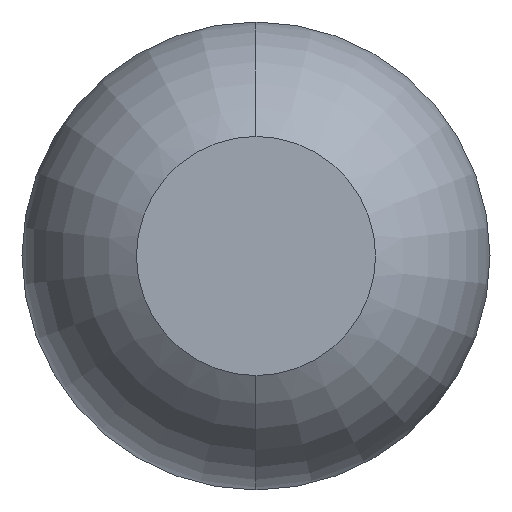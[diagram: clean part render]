
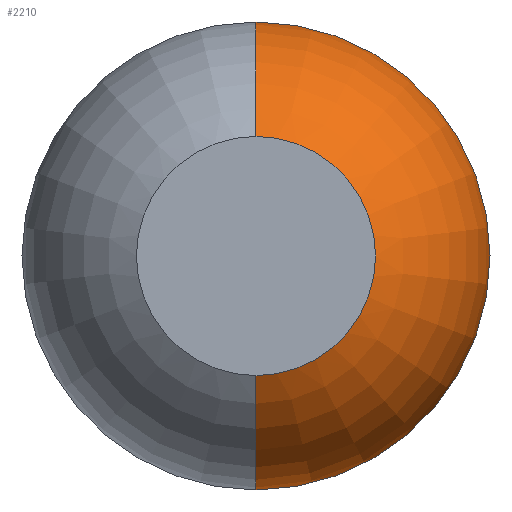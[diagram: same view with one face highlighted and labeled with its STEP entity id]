
A CAD part, front view. The second image highlights one B-rep face of the part: STEP entity #2210.
In plain terms, the highlighted toroidal (fillet/blend) face has major radius 0.035 mm and minor radius 0.65 mm.
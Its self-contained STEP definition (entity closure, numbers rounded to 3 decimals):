
#82 = TOROIDAL_SURFACE ( 'NONE', #2574, 0.035, 0.65 ) ;
#89 = DIRECTION ( 'NONE',  ( 0., 0., -1. ) ) ;
#219 = DIRECTION ( 'NONE',  ( 1., 0., 0. ) ) ;
#231 = DIRECTION ( 'NONE',  ( 0., 0., -1. ) ) ;
#440 = AXIS2_PLACEMENT_3D ( 'NONE', #3663, #601, #3933 ) ;
#581 = FACE_OUTER_BOUND ( 'NONE', #928, .T. ) ;
#601 = DIRECTION ( 'NONE',  ( -1., 0., 0. ) ) ;
#668 = CARTESIAN_POINT ( 'NONE',  ( 0., -24.431, 0.685 ) ) ;
#820 = EDGE_CURVE ( 'NONE', #1074, #3221, #2581, .T. ) ;
#854 = ORIENTED_EDGE ( 'NONE', *, *, #820, .F. ) ;
#928 = EDGE_LOOP ( 'NONE', ( #1826, #1550, #1992, #854 ) ) ;
#1074 = VERTEX_POINT ( 'NONE', #3143 ) ;
#1129 = EDGE_CURVE ( 'Defeature ausgef�hrt1_4+Defeature ausgef�hrt1_5+Defeature ausgef�hrt1_5+Defeature ausgef�hrt1_5', #1074, #2244, #2534, .T. ) ;
#1139 = CARTESIAN_POINT ( 'NONE',  ( 0., -25., 0.35 ) ) ;
#1247 = DIRECTION ( 'NONE',  ( 0., -1., 0. ) ) ;
#1378 = VERTEX_POINT ( 'NONE', #1139 ) ;
#1487 = AXIS2_PLACEMENT_3D ( 'NONE', #2058, #219, #231 ) ;
#1504 = AXIS2_PLACEMENT_3D ( 'NONE', #2131, #1247, #3057 ) ;
#1550 = ORIENTED_EDGE ( 'NONE', *, *, #3958, .T. ) ;
#1634 = CARTESIAN_POINT ( 'NONE',  ( 0., -24.431, 0. ) ) ;
#1826 = ORIENTED_EDGE ( 'NONE', *, *, #1129, .T. ) ;
#1934 = DIRECTION ( 'NONE',  ( 0., -1., 0. ) ) ;
#1967 = CIRCLE ( 'NONE', #1504, 0.35 ) ;
#1992 = ORIENTED_EDGE ( 'NONE', *, *, #3370, .F. ) ;
#2058 = CARTESIAN_POINT ( 'NONE',  ( 0., -24.431, 0.035 ) ) ;
#2114 = DIRECTION ( 'NONE',  ( 0., -1., 0. ) ) ;
#2131 = CARTESIAN_POINT ( 'NONE',  ( 0., -25., 0. ) ) ;
#2210 = ADVANCED_FACE ( 'Defeature ausgef�hrt1_4', ( #581 ), #82, .T. ) ;
#2244 = VERTEX_POINT ( 'NONE', #668 ) ;
#2534 = CIRCLE ( 'NONE', #3234, 0.685 ) ;
#2574 = AXIS2_PLACEMENT_3D ( 'NONE', #3616, #2114, #2687 ) ;
#2581 = CIRCLE ( 'NONE', #440, 0.65 ) ;
#2687 = DIRECTION ( 'NONE',  ( 0., 0., -1. ) ) ;
#3057 = DIRECTION ( 'NONE',  ( 0., 0., -1. ) ) ;
#3143 = CARTESIAN_POINT ( 'NONE',  ( 0., -24.431, -0.685 ) ) ;
#3221 = VERTEX_POINT ( 'NONE', #3873 ) ;
#3234 = AXIS2_PLACEMENT_3D ( 'NONE', #1634, #1934, #89 ) ;
#3370 = EDGE_CURVE ( 'Defeature ausgef�hrt1_12+Defeature ausgef�hrt1_4+Defeature ausgef�hrt1_4+Defeature ausgef�hrt1_4', #3221, #1378, #1967, .T. ) ;
#3437 = CIRCLE ( 'NONE', #1487, 0.65 ) ;
#3616 = CARTESIAN_POINT ( 'NONE',  ( 0., -24.431, 0. ) ) ;
#3663 = CARTESIAN_POINT ( 'NONE',  ( 0., -24.431, -0.035 ) ) ;
#3873 = CARTESIAN_POINT ( 'NONE',  ( 0., -25., -0.35 ) ) ;
#3933 = DIRECTION ( 'NONE',  ( 0., 0., 1. ) ) ;
#3958 = EDGE_CURVE ( 'NONE', #2244, #1378, #3437, .T. ) ;
